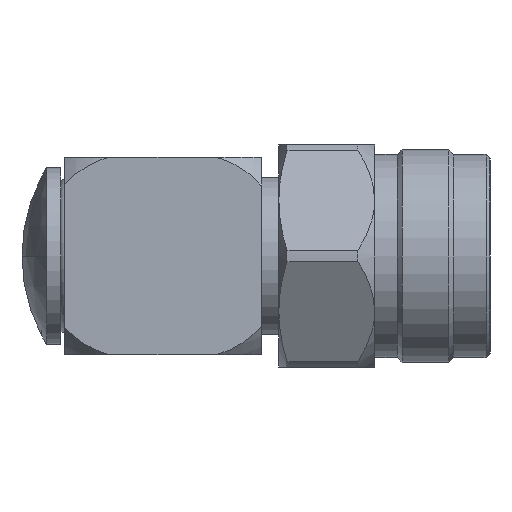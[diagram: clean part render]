
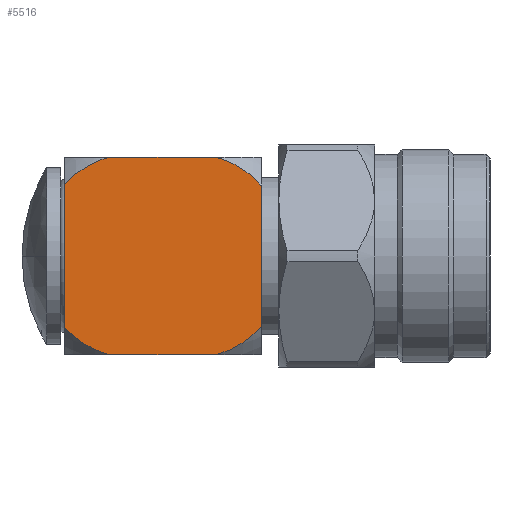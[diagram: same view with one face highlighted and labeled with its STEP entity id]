
A CAD part, left-side view. The second image highlights one B-rep face of the part: STEP entity #5516.
In plain terms, the highlighted planar face has unit normal (-1, 0, 0).
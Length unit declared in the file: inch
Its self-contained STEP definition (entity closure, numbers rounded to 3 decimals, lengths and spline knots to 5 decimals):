
#32 = LINE ( 'NONE', #104, #1770 ) ;
#41 = CARTESIAN_POINT ( 'NONE',  ( -0.275, -0.2742, -0.19926 ) ) ;
#104 = CARTESIAN_POINT ( 'NONE',  ( -0.275, -0.2742, 0.27585 ) ) ;
#360 = CARTESIAN_POINT ( 'NONE',  ( -0.275, 0.26923, 0.20509 ) ) ;
#383 = LINE ( 'NONE', #2523, #836 ) ;
#450 = ORIENTED_EDGE ( 'NONE', *, *, #6140, .T. ) ;
#464 = B_SPLINE_CURVE_WITH_KNOTS ( 'NONE', 3,
 ( #3483, #6129, #810, #5039, #1857, #2269, #6631, #3403 ),
 .UNSPECIFIED., .F., .F.,
 ( 4, 2, 2, 4 ),
 ( 0.00536, 0.00729, 0.00825, 0.00921 ),
 .UNSPECIFIED. ) ;
#657 = DIRECTION ( 'NONE',  ( 1., 0., 0. ) ) ;
#713 = CARTESIAN_POINT ( 'NONE',  ( -0.275, -0.17431, 0.26859 ) ) ;
#723 = CARTESIAN_POINT ( 'NONE',  ( -0.275, 0., 0.27585 ) ) ;
#729 = VERTEX_POINT ( 'NONE', #1135 ) ;
#750 = CARTESIAN_POINT ( 'NONE',  ( -0.275, -0.16281, -0.27264 ) ) ;
#751 = CARTESIAN_POINT ( 'NONE',  ( -0.275, -0.2742, 0.19926 ) ) ;
#810 = CARTESIAN_POINT ( 'NONE',  ( -0.275, 0.2417, -0.23147 ) ) ;
#834 = ORIENTED_EDGE ( 'NONE', *, *, #2435, .T. ) ;
#836 = VECTOR ( 'NONE', #1543, 39.37008 ) ;
#1135 = CARTESIAN_POINT ( 'NONE',  ( -0.275, 0.15102, -0.27585 ) ) ;
#1175 = VECTOR ( 'NONE', #4086, 39.37008 ) ;
#1181 = CARTESIAN_POINT ( 'NONE',  ( -0.275, 0.24101, 0.23082 ) ) ;
#1191 = CARTESIAN_POINT ( 'NONE',  ( -0.275, 0.15102, 0.27585 ) ) ;
#1211 = CARTESIAN_POINT ( 'NONE',  ( -0.275, -0.23907, -0.23342 ) ) ;
#1253 = PLANE ( 'NONE',  #3746 ) ;
#1372 = VERTEX_POINT ( 'NONE', #2061 ) ;
#1528 = VERTEX_POINT ( 'NONE', #6548 ) ;
#1543 = DIRECTION ( 'NONE',  ( 0., 0., -1. ) ) ;
#1589 = B_SPLINE_CURVE_WITH_KNOTS ( 'NONE', 3,
 ( #6805, #6646, #1211, #2898, #3592, #2489, #750, #5755 ),
 .UNSPECIFIED., .F., .F.,
 ( 4, 2, 2, 4 ),
 ( 0.00549, 0.00735, 0.00828, 0.00921 ),
 .UNSPECIFIED. ) ;
#1610 = CARTESIAN_POINT ( 'NONE',  ( -0.275, 0.2775, -0.19552 ) ) ;
#1770 = VECTOR ( 'NONE', #4401, 39.37008 ) ;
#1833 = VERTEX_POINT ( 'NONE', #1610 ) ;
#1844 = CARTESIAN_POINT ( 'NONE',  ( -0.275, 0.17509, 0.26832 ) ) ;
#1857 = CARTESIAN_POINT ( 'NONE',  ( -0.275, 0.19832, -0.25802 ) ) ;
#1873 = CARTESIAN_POINT ( 'NONE',  ( -0.275, -0.23838, 0.23283 ) ) ;
#1908 = CARTESIAN_POINT ( 'NONE',  ( -0.275, -0.16278, 0.27265 ) ) ;
#2013 = VERTEX_POINT ( 'NONE', #4593 ) ;
#2061 = CARTESIAN_POINT ( 'NONE',  ( -0.275, -0.15102, -0.27585 ) ) ;
#2198 = VERTEX_POINT ( 'NONE', #4296 ) ;
#2259 = CARTESIAN_POINT ( 'NONE',  ( -0.275, 0.16318, 0.27254 ) ) ;
#2269 = CARTESIAN_POINT ( 'NONE',  ( -0.275, 0.17511, -0.26831 ) ) ;
#2400 = B_SPLINE_CURVE_WITH_KNOTS ( 'NONE', 3,
 ( #4448, #1908, #713, #4524, #3391, #4063, #1873, #3418, #5093, #751 ),
 .UNSPECIFIED., .F., .F.,
 ( 4, 2, 2, 2, 4 ),
 ( 0.0342, 0.03513, 0.03605, 0.03698, 0.0379 ),
 .UNSPECIFIED. ) ;
#2435 = EDGE_CURVE ( 'NONE', #729, #1372, #4165, .T. ) ;
#2489 = CARTESIAN_POINT ( 'NONE',  ( -0.275, -0.17434, -0.26858 ) ) ;
#2523 = CARTESIAN_POINT ( 'NONE',  ( -0.275, 0.2775, 0.27585 ) ) ;
#2583 = VERTEX_POINT ( 'NONE', #1191 ) ;
#2661 = LINE ( 'NONE', #5222, #6344 ) ;
#2898 = CARTESIAN_POINT ( 'NONE',  ( -0.275, -0.20787, -0.25291 ) ) ;
#3254 = ORIENTED_EDGE ( 'NONE', *, *, #6918, .F. ) ;
#3307 = EDGE_CURVE ( 'NONE', #2583, #1528, #3701, .T. ) ;
#3368 = CARTESIAN_POINT ( 'NONE',  ( -0.275, 0.26017, 0.2142 ) ) ;
#3391 = CARTESIAN_POINT ( 'NONE',  ( -0.275, -0.2078, 0.25295 ) ) ;
#3403 = CARTESIAN_POINT ( 'NONE',  ( -0.275, 0.15102, -0.27585 ) ) ;
#3418 = CARTESIAN_POINT ( 'NONE',  ( -0.275, -0.25711, 0.21705 ) ) ;
#3483 = CARTESIAN_POINT ( 'NONE',  ( -0.275, 0.2775, -0.19552 ) ) ;
#3592 = CARTESIAN_POINT ( 'NONE',  ( -0.275, -0.19683, -0.25874 ) ) ;
#3593 = CARTESIAN_POINT ( 'NONE',  ( -0.275, 0., -0.27585 ) ) ;
#3701 = B_SPLINE_CURVE_WITH_KNOTS ( 'NONE', 3,
 ( #6686, #2259, #1844, #3999, #6057, #4458, #1181, #3368, #360, #3864 ),
 .UNSPECIFIED., .F., .F.,
 ( 4, 2, 2, 2, 4 ),
 ( 0.0342, 0.03516, 0.03612, 0.03707, 0.03803 ),
 .UNSPECIFIED. ) ;
#3727 = DIRECTION ( 'NONE',  ( 0., -1., 0. ) ) ;
#3746 = AXIS2_PLACEMENT_3D ( 'NONE', #723, #657, #4499 ) ;
#3826 = ORIENTED_EDGE ( 'NONE', *, *, #4977, .T. ) ;
#3864 = CARTESIAN_POINT ( 'NONE',  ( -0.275, 0.2775, 0.19552 ) ) ;
#3982 = EDGE_LOOP ( 'NONE', ( #3254, #5947, #5075, #4415, #4625, #450, #3826, #834 ) ) ;
#3999 = CARTESIAN_POINT ( 'NONE',  ( -0.275, 0.19836, 0.258 ) ) ;
#4063 = CARTESIAN_POINT ( 'NONE',  ( -0.275, -0.22852, 0.24002 ) ) ;
#4086 = DIRECTION ( 'NONE',  ( 0., -1., 0. ) ) ;
#4131 = VERTEX_POINT ( 'NONE', #41 ) ;
#4165 = LINE ( 'NONE', #3593, #1175 ) ;
#4191 = EDGE_CURVE ( 'NONE', #2198, #2013, #2400, .T. ) ;
#4296 = CARTESIAN_POINT ( 'NONE',  ( -0.275, -0.15102, 0.27585 ) ) ;
#4401 = DIRECTION ( 'NONE',  ( 0., 0., -1. ) ) ;
#4415 = ORIENTED_EDGE ( 'NONE', *, *, #6120, .F. ) ;
#4448 = CARTESIAN_POINT ( 'NONE',  ( -0.275, -0.15102, 0.27585 ) ) ;
#4458 = CARTESIAN_POINT ( 'NONE',  ( -0.275, 0.2309, 0.23837 ) ) ;
#4499 = DIRECTION ( 'NONE',  ( 0., 0., -1. ) ) ;
#4524 = CARTESIAN_POINT ( 'NONE',  ( -0.275, -0.19685, 0.25874 ) ) ;
#4547 = EDGE_CURVE ( 'NONE', #2013, #4131, #32, .T. ) ;
#4593 = CARTESIAN_POINT ( 'NONE',  ( -0.275, -0.2742, 0.19926 ) ) ;
#4625 = ORIENTED_EDGE ( 'NONE', *, *, #3307, .T. ) ;
#4977 = EDGE_CURVE ( 'NONE', #1833, #729, #464, .T. ) ;
#5039 = CARTESIAN_POINT ( 'NONE',  ( -0.275, 0.20968, -0.25191 ) ) ;
#5075 = ORIENTED_EDGE ( 'NONE', *, *, #4191, .F. ) ;
#5093 = CARTESIAN_POINT ( 'NONE',  ( -0.275, -0.26602, 0.20839 ) ) ;
#5222 = CARTESIAN_POINT ( 'NONE',  ( -0.275, 0., 0.27585 ) ) ;
#5516 = ADVANCED_FACE ( 'NONE', ( #6546 ), #1253, .F. ) ;
#5755 = CARTESIAN_POINT ( 'NONE',  ( -0.275, -0.15102, -0.27585 ) ) ;
#5947 = ORIENTED_EDGE ( 'NONE', *, *, #4547, .F. ) ;
#6057 = CARTESIAN_POINT ( 'NONE',  ( -0.275, 0.20962, 0.25194 ) ) ;
#6120 = EDGE_CURVE ( 'NONE', #2583, #2198, #2661, .T. ) ;
#6129 = CARTESIAN_POINT ( 'NONE',  ( -0.275, 0.26078, -0.21489 ) ) ;
#6140 = EDGE_CURVE ( 'NONE', #1528, #1833, #383, .T. ) ;
#6344 = VECTOR ( 'NONE', #3727, 39.37008 ) ;
#6546 = FACE_OUTER_BOUND ( 'NONE', #3982, .T. ) ;
#6548 = CARTESIAN_POINT ( 'NONE',  ( -0.275, 0.2775, 0.19552 ) ) ;
#6631 = CARTESIAN_POINT ( 'NONE',  ( -0.275, 0.16321, -0.27254 ) ) ;
#6646 = CARTESIAN_POINT ( 'NONE',  ( -0.275, -0.2577, -0.21768 ) ) ;
#6686 = CARTESIAN_POINT ( 'NONE',  ( -0.275, 0.15102, 0.27585 ) ) ;
#6805 = CARTESIAN_POINT ( 'NONE',  ( -0.275, -0.2742, -0.19926 ) ) ;
#6918 = EDGE_CURVE ( 'NONE', #4131, #1372, #1589, .T. ) ;
